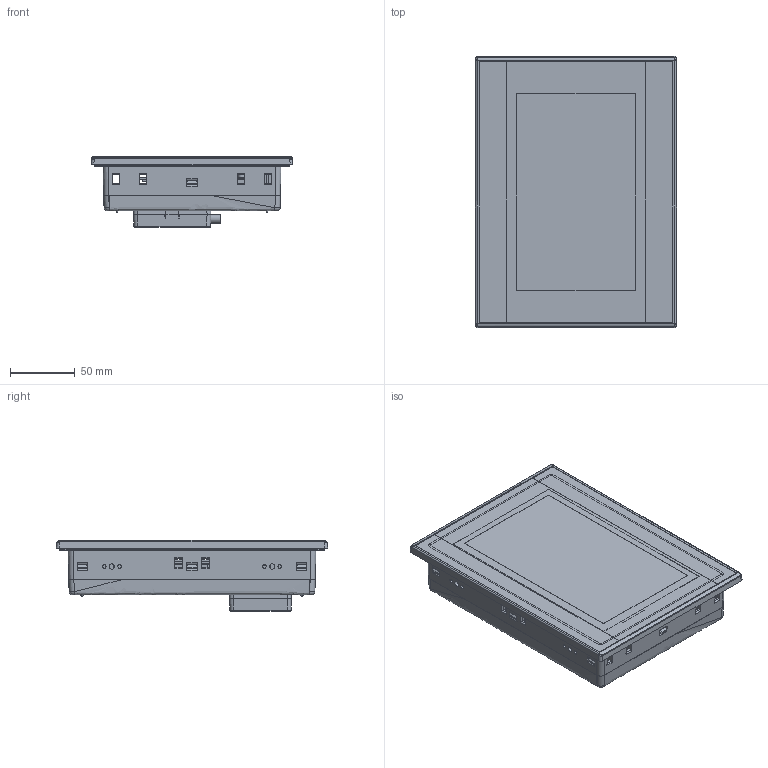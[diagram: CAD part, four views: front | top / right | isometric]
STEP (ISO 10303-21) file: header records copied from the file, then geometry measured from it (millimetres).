
FILE_DESCRIPTION(/* description */ (''),/* implementation_level */ '2;1');
FILE_NAME(/* name */ 'HC-7C.stp',/* time_stamp */ '2024-02-18T09:52:55+08:00',/* author */ (''),/* organization */ (''),/* preprocessor_version */ 'ST-DEVELOPER v15',/* originating_system */ 'SIEMENS PLM Software NX 8.5',/* authorisation */ '');
FILE_SCHEMA (('CONFIG_CONTROL_DESIGN'));
Products named in the file (1): HC-7C
Bounding box: 156 x 210 x 55.2 mm (x, y, z)
Volume: 414928.6 mm3; surface area: 430088.8 mm2
Topology: 46 solids, 52 shells, 4186 faces, 11985 edges, 7900 vertices
Faces by surface type: plane 3089, cylinder 734, bspline 180, cone 64, sphere 63, torus 56
Full cylindrical faces by diameter (mm): 1 x9, 2.5 x4, 2.6 x8, 2.8 x4, 3 x7, 3.2 x6, 3.3 x8, 3.5 x3, 4.2 x2, 4.4 x7, 5 x3, 5.4 x8, 6 x4, 6.5 x2
Entity records: 143310 total; most frequent: CARTESIAN_POINT 35525, ORIENTED_EDGE 23514, DIRECTION 20643, EDGE_CURVE 11757, LINE 8723, VECTOR 8723, VERTEX_POINT 7844, AXIS2_PLACEMENT_3D 5960
